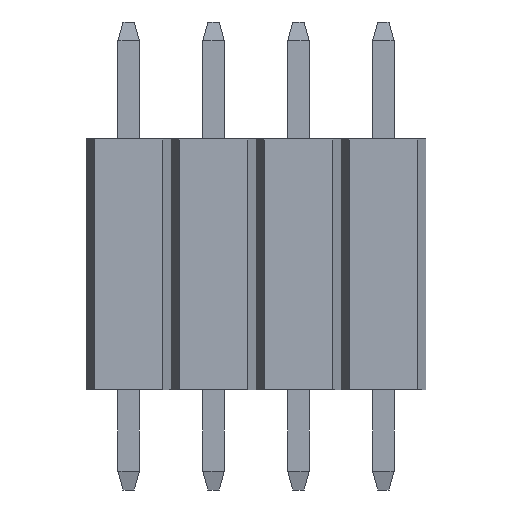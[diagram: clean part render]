
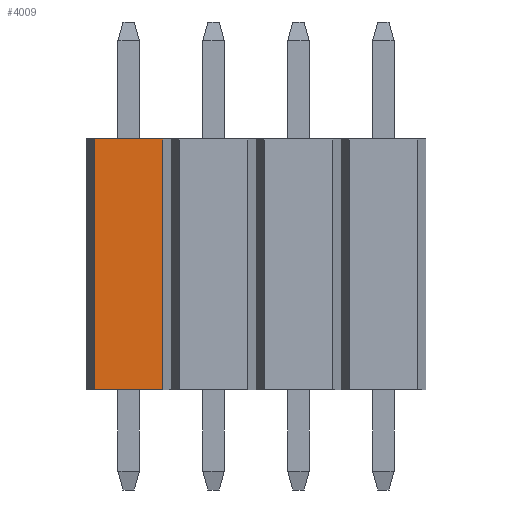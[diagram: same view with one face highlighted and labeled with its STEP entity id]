
A CAD part, front view. The second image highlights one B-rep face of the part: STEP entity #4009.
In plain terms, the highlighted planar face has unit normal (0, -1, 0).
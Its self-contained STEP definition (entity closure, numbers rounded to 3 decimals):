
#67 = VERTEX_POINT ( 'NONE', #554 ) ;
#127 = ORIENTED_EDGE ( 'NONE', *, *, #1223, .T. ) ;
#304 = PLANE ( 'NONE',  #1284 ) ;
#308 = CARTESIAN_POINT ( 'NONE',  ( 40.89, -1.27, 10. ) ) ;
#554 = CARTESIAN_POINT ( 'NONE',  ( 42.93, -1.27, 0. ) ) ;
#689 = EDGE_CURVE ( 'NONE', #789, #3329, #3811, .T. ) ;
#789 = VERTEX_POINT ( 'NONE', #2891 ) ;
#931 = LINE ( 'NONE', #1969, #1575 ) ;
#937 = VECTOR ( 'NONE', #1063, 1000. ) ;
#945 = DIRECTION ( 'NONE',  ( 0., 0., 1. ) ) ;
#1063 = DIRECTION ( 'NONE',  ( 0., 0., -1. ) ) ;
#1095 = CARTESIAN_POINT ( 'NONE',  ( 42.93, -1.27, 7.5 ) ) ;
#1223 = EDGE_CURVE ( 'NONE', #789, #2650, #1968, .T. ) ;
#1284 = AXIS2_PLACEMENT_3D ( 'NONE', #2168, #3641, #945 ) ;
#1416 = CARTESIAN_POINT ( 'NONE',  ( 42.93, -1.27, 10. ) ) ;
#1492 = EDGE_LOOP ( 'NONE', ( #2522, #2290, #127, #3211 ) ) ;
#1575 = VECTOR ( 'NONE', #3949, 1000. ) ;
#1641 = FACE_OUTER_BOUND ( 'NONE', #1492, .T. ) ;
#1695 = EDGE_CURVE ( 'NONE', #2650, #67, #931, .T. ) ;
#1757 = VECTOR ( 'NONE', #3414, 1000. ) ;
#1968 = LINE ( 'NONE', #308, #4272 ) ;
#1969 = CARTESIAN_POINT ( 'NONE',  ( -50.8, -1.27, 0. ) ) ;
#2168 = CARTESIAN_POINT ( 'NONE',  ( -50.8, -1.27, 2.5 ) ) ;
#2290 = ORIENTED_EDGE ( 'NONE', *, *, #689, .F. ) ;
#2483 = LINE ( 'NONE', #1416, #937 ) ;
#2522 = ORIENTED_EDGE ( 'NONE', *, *, #3711, .F. ) ;
#2650 = VERTEX_POINT ( 'NONE', #3485 ) ;
#2891 = CARTESIAN_POINT ( 'NONE',  ( 40.89, -1.27, 7.5 ) ) ;
#3211 = ORIENTED_EDGE ( 'NONE', *, *, #1695, .T. ) ;
#3329 = VERTEX_POINT ( 'NONE', #1095 ) ;
#3414 = DIRECTION ( 'NONE',  ( 1., 0., 0. ) ) ;
#3485 = CARTESIAN_POINT ( 'NONE',  ( 40.89, -1.27, 0. ) ) ;
#3486 = CARTESIAN_POINT ( 'NONE',  ( -50.8, -1.27, 7.5 ) ) ;
#3641 = DIRECTION ( 'NONE',  ( 0., 1., 0. ) ) ;
#3711 = EDGE_CURVE ( 'NONE', #3329, #67, #2483, .T. ) ;
#3811 = LINE ( 'NONE', #3486, #1757 ) ;
#3949 = DIRECTION ( 'NONE',  ( 1., 0., 0. ) ) ;
#4009 = ADVANCED_FACE ( 'NONE', ( #1641 ), #304, .F. ) ;
#4272 = VECTOR ( 'NONE', #4301, 1000. ) ;
#4301 = DIRECTION ( 'NONE',  ( 0., 0., -1. ) ) ;
